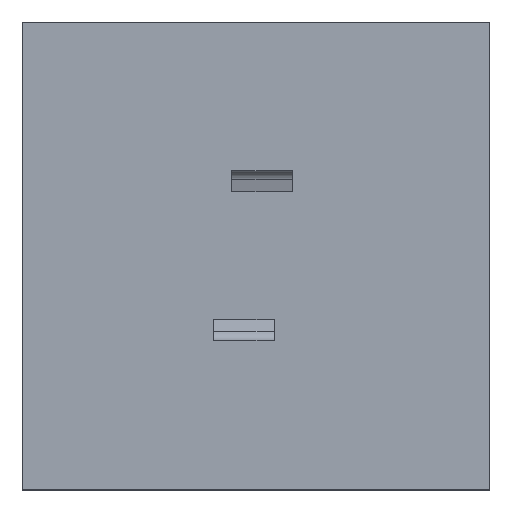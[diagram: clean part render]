
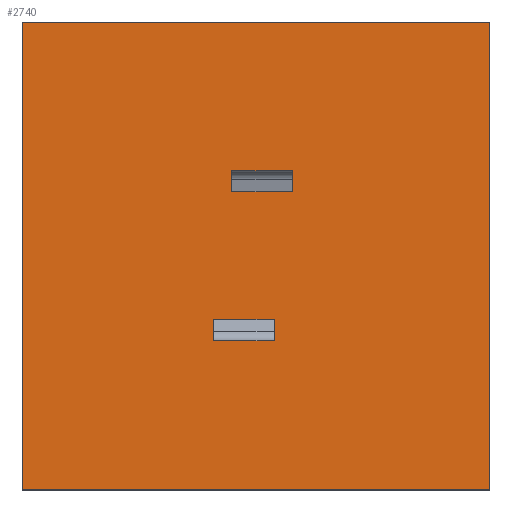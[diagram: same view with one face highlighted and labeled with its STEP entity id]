
A CAD part, top view. The second image highlights one B-rep face of the part: STEP entity #2740.
In plain terms, the highlighted planar face has unit normal (0, 0, 1).
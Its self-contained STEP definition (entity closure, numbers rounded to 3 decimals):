
#78=FACE_BOUND('',#489,.T.);
#79=FACE_BOUND('',#490,.T.);
#310=FACE_OUTER_BOUND('',#488,.T.);
#488=EDGE_LOOP('',(#2384,#2385,#2386,#2387));
#489=EDGE_LOOP('',(#2388,#2389,#2390,#2391));
#490=EDGE_LOOP('',(#2392,#2393,#2394,#2395));
#733=LINE('',#4415,#1040);
#737=LINE('',#4423,#1044);
#740=LINE('',#4429,#1047);
#743=LINE('',#4434,#1050);
#745=LINE('',#4439,#1052);
#749=LINE('',#4447,#1056);
#752=LINE('',#4453,#1059);
#755=LINE('',#4458,#1062);
#769=LINE('',#4489,#1076);
#773=LINE('',#4497,#1080);
#776=LINE('',#4503,#1083);
#779=LINE('',#4508,#1086);
#1040=VECTOR('',#3643,10.);
#1044=VECTOR('',#3649,10.);
#1047=VECTOR('',#3654,10.);
#1050=VECTOR('',#3659,10.);
#1052=VECTOR('',#3663,10.);
#1056=VECTOR('',#3669,10.);
#1059=VECTOR('',#3674,10.);
#1062=VECTOR('',#3679,10.);
#1076=VECTOR('',#3707,10.);
#1080=VECTOR('',#3713,10.);
#1083=VECTOR('',#3718,10.);
#1086=VECTOR('',#3723,10.);
#1309=VERTEX_POINT('',#4413);
#1310=VERTEX_POINT('',#4414);
#1313=VERTEX_POINT('',#4422);
#1315=VERTEX_POINT('',#4428);
#1317=VERTEX_POINT('',#4437);
#1318=VERTEX_POINT('',#4438);
#1321=VERTEX_POINT('',#4446);
#1323=VERTEX_POINT('',#4452);
#1333=VERTEX_POINT('',#4487);
#1334=VERTEX_POINT('',#4488);
#1337=VERTEX_POINT('',#4496);
#1339=VERTEX_POINT('',#4502);
#1649=EDGE_CURVE('',#1309,#1310,#733,.T.);
#1653=EDGE_CURVE('',#1310,#1313,#737,.T.);
#1656=EDGE_CURVE('',#1313,#1315,#740,.T.);
#1659=EDGE_CURVE('',#1315,#1309,#743,.T.);
#1661=EDGE_CURVE('',#1317,#1318,#745,.T.);
#1665=EDGE_CURVE('',#1318,#1321,#749,.T.);
#1668=EDGE_CURVE('',#1321,#1323,#752,.T.);
#1671=EDGE_CURVE('',#1323,#1317,#755,.T.);
#1685=EDGE_CURVE('',#1333,#1334,#769,.T.);
#1689=EDGE_CURVE('',#1337,#1333,#773,.T.);
#1692=EDGE_CURVE('',#1339,#1337,#776,.T.);
#1695=EDGE_CURVE('',#1334,#1339,#779,.T.);
#2384=ORIENTED_EDGE('',*,*,#1695,.F.);
#2385=ORIENTED_EDGE('',*,*,#1685,.F.);
#2386=ORIENTED_EDGE('',*,*,#1689,.F.);
#2387=ORIENTED_EDGE('',*,*,#1692,.F.);
#2388=ORIENTED_EDGE('',*,*,#1656,.T.);
#2389=ORIENTED_EDGE('',*,*,#1659,.T.);
#2390=ORIENTED_EDGE('',*,*,#1649,.T.);
#2391=ORIENTED_EDGE('',*,*,#1653,.T.);
#2392=ORIENTED_EDGE('',*,*,#1668,.T.);
#2393=ORIENTED_EDGE('',*,*,#1671,.T.);
#2394=ORIENTED_EDGE('',*,*,#1661,.T.);
#2395=ORIENTED_EDGE('',*,*,#1665,.T.);
#2585=PLANE('',#3026);
#2740=ADVANCED_FACE('',(#310,#78,#79),#2585,.T.);
#3026=AXIS2_PLACEMENT_3D('',#4510,#3725,#3726);
#3643=DIRECTION('',(1.,0.,0.));
#3649=DIRECTION('',(0.,-1.,0.));
#3654=DIRECTION('',(-1.,0.,0.));
#3659=DIRECTION('',(0.,1.,0.));
#3663=DIRECTION('',(-1.,0.,0.));
#3669=DIRECTION('',(0.,1.,0.));
#3674=DIRECTION('',(1.,0.,0.));
#3679=DIRECTION('',(0.,-1.,0.));
#3707=DIRECTION('',(0.,1.,0.));
#3713=DIRECTION('',(-1.,0.,0.));
#3718=DIRECTION('',(0.,-1.,0.));
#3723=DIRECTION('',(1.,0.,0.));
#3725=DIRECTION('center_axis',(0.,0.,1.));
#3726=DIRECTION('ref_axis',(-1.,0.,0.));
#4413=CARTESIAN_POINT('',(23.5,28.,-16.485));
#4414=CARTESIAN_POINT('',(43.5,28.,-16.485));
#4415=CARTESIAN_POINT('',(37.5,28.,-16.485));
#4422=CARTESIAN_POINT('',(43.5,21.,-16.485));
#4423=CARTESIAN_POINT('',(43.5,10.5,-16.485));
#4428=CARTESIAN_POINT('',(23.5,21.,-16.485));
#4429=CARTESIAN_POINT('',(27.5,21.,-16.485));
#4434=CARTESIAN_POINT('',(23.5,14.,-16.485));
#4437=CARTESIAN_POINT('',(37.5,-28.,-16.485));
#4438=CARTESIAN_POINT('',(17.5,-28.,-16.485));
#4439=CARTESIAN_POINT('',(24.5,-28.,-16.485));
#4446=CARTESIAN_POINT('',(17.5,-21.,-16.485));
#4447=CARTESIAN_POINT('',(17.5,-10.5,-16.485));
#4452=CARTESIAN_POINT('',(37.5,-21.,-16.485));
#4453=CARTESIAN_POINT('',(34.5,-21.,-16.485));
#4458=CARTESIAN_POINT('',(37.5,-14.,-16.485));
#4487=CARTESIAN_POINT('',(-45.5,-77.,-16.485));
#4488=CARTESIAN_POINT('',(-45.5,77.,-16.485));
#4489=CARTESIAN_POINT('',(-45.5,-37.5,-16.485));
#4496=CARTESIAN_POINT('',(108.5,-77.,-16.485));
#4497=CARTESIAN_POINT('',(69.,-77.,-16.485));
#4502=CARTESIAN_POINT('',(108.5,77.,-16.485));
#4503=CARTESIAN_POINT('',(108.5,37.5,-16.485));
#4508=CARTESIAN_POINT('',(-6.,77.,-16.485));
#4510=CARTESIAN_POINT('Origin',(31.5,0.,-16.485));
